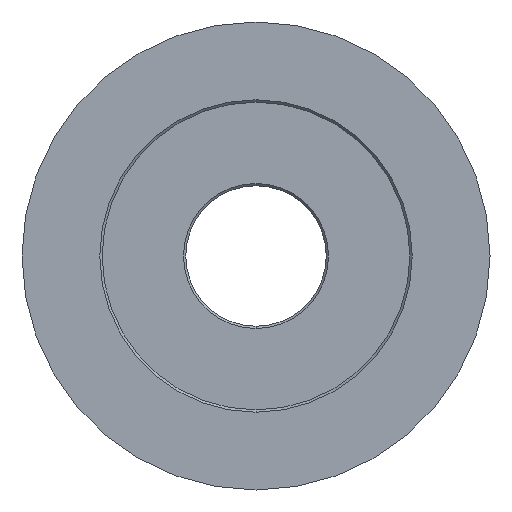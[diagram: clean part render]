
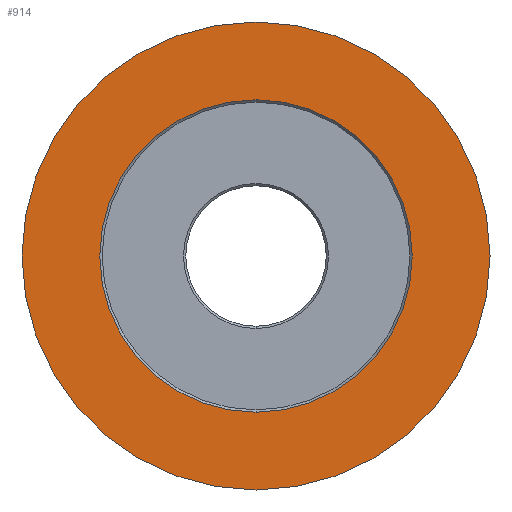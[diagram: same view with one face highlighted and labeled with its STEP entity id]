
A CAD part, front view. The second image highlights one B-rep face of the part: STEP entity #914.
In plain terms, the highlighted planar face has unit normal (0, -1, 0).
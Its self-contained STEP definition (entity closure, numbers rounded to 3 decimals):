
#67 = ORIENTED_EDGE ( 'NONE', *, *, #856, .T. ) ;
#68 = ORIENTED_EDGE ( 'NONE', *, *, #876, .T. ) ;
#143 = ORIENTED_EDGE ( 'NONE', *, *, #866, .F. ) ;
#157 = ORIENTED_EDGE ( 'NONE', *, *, #875, .F. ) ;
#161 = VERTEX_POINT ( 'NONE', #257 ) ;
#170 = CARTESIAN_POINT ( 'NONE',  ( 0., 0., 20. ) ) ;
#185 = CARTESIAN_POINT ( 'NONE',  ( 0., 0., -20. ) ) ;
#221 = VERTEX_POINT ( 'NONE', #286 ) ;
#228 = VERTEX_POINT ( 'NONE', #170 ) ;
#229 = EDGE_LOOP ( 'NONE', ( #68, #67 ) ) ;
#231 = EDGE_LOOP ( 'NONE', ( #157, #143 ) ) ;
#254 = VERTEX_POINT ( 'NONE', #185 ) ;
#257 = CARTESIAN_POINT ( 'NONE',  ( 0., 0., -13.35 ) ) ;
#286 = CARTESIAN_POINT ( 'NONE',  ( 0., 0., 13.35 ) ) ;
#321 = AXIS2_PLACEMENT_3D ( 'NONE', #619, #616, #615 ) ;
#332 = AXIS2_PLACEMENT_3D ( 'NONE', #623, #622, #621 ) ;
#336 = CIRCLE ( 'NONE', #321, 13.35 ) ;
#351 = CIRCLE ( 'NONE', #332, 20. ) ;
#375 = AXIS2_PLACEMENT_3D ( 'NONE', #479, #481, #474 ) ;
#402 = AXIS2_PLACEMENT_3D ( 'NONE', #687, #686, #685 ) ;
#405 = CIRCLE ( 'NONE', #402, 13.35 ) ;
#467 = AXIS2_PLACEMENT_3D ( 'NONE', #653, #652, #651 ) ;
#468 = CIRCLE ( 'NONE', #467, 20. ) ;
#474 = DIRECTION ( 'NONE',  ( 0., 0., -1. ) ) ;
#476 = PLANE ( 'NONE',  #375 ) ;
#478 = FACE_BOUND ( 'NONE', #229, .T. ) ;
#479 = CARTESIAN_POINT ( 'NONE',  ( -13.15, 0., 0. ) ) ;
#481 = DIRECTION ( 'NONE',  ( 0., -1., 0. ) ) ;
#484 = FACE_OUTER_BOUND ( 'NONE', #231, .T. ) ;
#615 = DIRECTION ( 'NONE',  ( 0., 0., -1. ) ) ;
#616 = DIRECTION ( 'NONE',  ( 0., 1., 0. ) ) ;
#619 = CARTESIAN_POINT ( 'NONE',  ( 0., 0., 0. ) ) ;
#621 = DIRECTION ( 'NONE',  ( 0., 0., 1. ) ) ;
#622 = DIRECTION ( 'NONE',  ( 0., 1., 0. ) ) ;
#623 = CARTESIAN_POINT ( 'NONE',  ( 0., 0., 0. ) ) ;
#651 = DIRECTION ( 'NONE',  ( 0., 0., 1. ) ) ;
#652 = DIRECTION ( 'NONE',  ( 0., 1., 0. ) ) ;
#653 = CARTESIAN_POINT ( 'NONE',  ( 0., 0., 0. ) ) ;
#685 = DIRECTION ( 'NONE',  ( 0., 0., -1. ) ) ;
#686 = DIRECTION ( 'NONE',  ( 0., 1., 0. ) ) ;
#687 = CARTESIAN_POINT ( 'NONE',  ( 0., 0., 0. ) ) ;
#856 = EDGE_CURVE ( 'NONE', #221, #161, #405, .T. ) ;
#866 = EDGE_CURVE ( 'NONE', #254, #228, #468, .T. ) ;
#875 = EDGE_CURVE ( 'NONE', #228, #254, #351, .T. ) ;
#876 = EDGE_CURVE ( 'NONE', #161, #221, #336, .T. ) ;
#914 = ADVANCED_FACE ( 'NONE', ( #478, #484 ), #476, .T. ) ;
